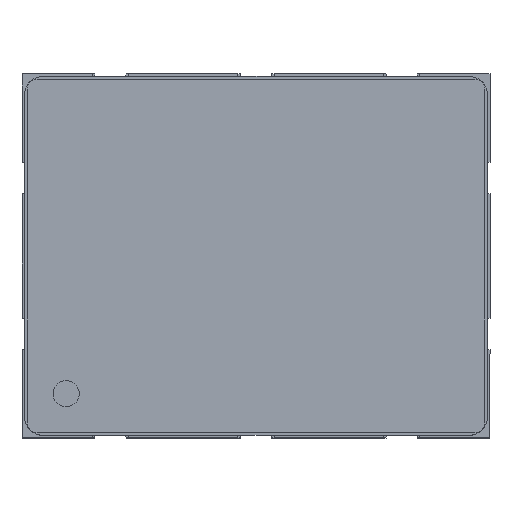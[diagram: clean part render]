
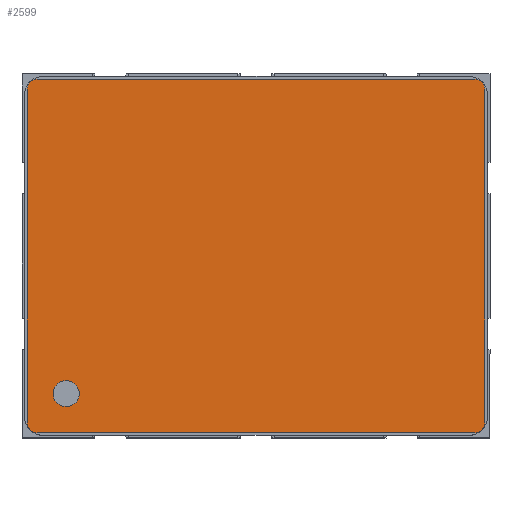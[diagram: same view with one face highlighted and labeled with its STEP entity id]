
A CAD part, top view. The second image highlights one B-rep face of the part: STEP entity #2599.
In plain terms, the highlighted planar face has unit normal (0, 0, 1).
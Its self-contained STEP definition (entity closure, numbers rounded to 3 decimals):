
#16=FACE_BOUND($,#350,.T.);
#54=PLANE($,#2808);
#194=FACE_OUTER_BOUND($,#349,.T.);
#349=EDGE_LOOP($,(#1927,#1928,#1929,#1930,#1931,#1932,#1933,#1934));
#350=EDGE_LOOP($,(#1935));
#514=LINE($,#3815,#833);
#518=LINE($,#3827,#837);
#522=LINE($,#3839,#841);
#526=LINE($,#3850,#845);
#833=VECTOR($,#3083,6.4);
#837=VECTOR($,#3095,8.4);
#841=VECTOR($,#3107,6.4);
#845=VECTOR($,#3119,8.4);
#1135=CIRCLE($,#2791,0.25);
#1136=CIRCLE($,#2793,0.2);
#1138=CIRCLE($,#2797,0.2);
#1140=CIRCLE($,#2801,0.2);
#1142=CIRCLE($,#2805,0.2);
#1205=VERTEX_POINT($,#3802);
#1206=VERTEX_POINT($,#3805);
#1207=VERTEX_POINT($,#3806);
#1210=VERTEX_POINT($,#3814);
#1212=VERTEX_POINT($,#3820);
#1214=VERTEX_POINT($,#3826);
#1216=VERTEX_POINT($,#3832);
#1218=VERTEX_POINT($,#3838);
#1220=VERTEX_POINT($,#3844);
#1473=EDGE_CURVE($,#1205,#1205,#1135,.T.);
#1474=EDGE_CURVE($,#1206,#1207,#1136,.T.);
#1478=EDGE_CURVE($,#1207,#1210,#514,.T.);
#1481=EDGE_CURVE($,#1210,#1212,#1138,.T.);
#1484=EDGE_CURVE($,#1212,#1214,#518,.T.);
#1487=EDGE_CURVE($,#1214,#1216,#1140,.T.);
#1490=EDGE_CURVE($,#1216,#1218,#522,.T.);
#1493=EDGE_CURVE($,#1218,#1220,#1142,.T.);
#1496=EDGE_CURVE($,#1220,#1206,#526,.T.);
#1927=ORIENTED_EDGE($,*,*,#1496,.T.);
#1928=ORIENTED_EDGE($,*,*,#1474,.T.);
#1929=ORIENTED_EDGE($,*,*,#1478,.T.);
#1930=ORIENTED_EDGE($,*,*,#1481,.T.);
#1931=ORIENTED_EDGE($,*,*,#1484,.T.);
#1932=ORIENTED_EDGE($,*,*,#1487,.T.);
#1933=ORIENTED_EDGE($,*,*,#1490,.T.);
#1934=ORIENTED_EDGE($,*,*,#1493,.T.);
#1935=ORIENTED_EDGE($,*,*,#1473,.T.);
#2599=ADVANCED_FACE($,(#194,#16),#54,.T.);
#2791=AXIS2_PLACEMENT_3D($,#3803,#3071,#3072);
#2793=AXIS2_PLACEMENT_3D($,#3807,#3075,#3076);
#2797=AXIS2_PLACEMENT_3D($,#3821,#3088,#3089);
#2801=AXIS2_PLACEMENT_3D($,#3833,#3100,#3101);
#2805=AXIS2_PLACEMENT_3D($,#3845,#3112,#3113);
#2808=AXIS2_PLACEMENT_3D($,#3852,#3121,#3122);
#3071=DIRECTION('center_axis',(0.,0.,-1.));
#3072=DIRECTION('ref_axis',(-1.,0.,0.));
#3075=DIRECTION('center_axis',(0.,0.,1.));
#3076=DIRECTION('ref_axis',(-1.,0.,0.));
#3083=DIRECTION($,(0.,-1.,0.));
#3088=DIRECTION('center_axis',(0.,0.,1.));
#3089=DIRECTION('ref_axis',(-1.,0.,0.));
#3095=DIRECTION($,(1.,0.,0.));
#3100=DIRECTION('center_axis',(0.,0.,1.));
#3101=DIRECTION('ref_axis',(-1.,0.,0.));
#3107=DIRECTION($,(0.,1.,0.));
#3112=DIRECTION('center_axis',(0.,0.,1.));
#3113=DIRECTION('ref_axis',(-1.,0.,0.));
#3119=DIRECTION($,(-1.,0.,0.));
#3121=DIRECTION('center_axis',(0.,0.,1.));
#3122=DIRECTION('ref_axis',(1.,0.,0.));
#3802=CARTESIAN_POINT('',(-3.4,-2.65,2.24));
#3803=CARTESIAN_POINT('Origin',(-3.65,-2.65,2.24));
#3805=CARTESIAN_POINT('',(-4.2,3.4,2.24));
#3806=CARTESIAN_POINT('',(-4.4,3.2,2.24));
#3807=CARTESIAN_POINT('Origin',(-4.2,3.2,2.24));
#3814=CARTESIAN_POINT('',(-4.4,-3.2,2.24));
#3815=CARTESIAN_POINT($,(-4.4,0.,2.24));
#3820=CARTESIAN_POINT('',(-4.2,-3.4,2.24));
#3821=CARTESIAN_POINT('Origin',(-4.2,-3.2,2.24));
#3826=CARTESIAN_POINT('',(4.2,-3.4,2.24));
#3827=CARTESIAN_POINT($,(0.,-3.4,2.24));
#3832=CARTESIAN_POINT('',(4.4,-3.2,2.24));
#3833=CARTESIAN_POINT('Origin',(4.2,-3.2,2.24));
#3838=CARTESIAN_POINT('',(4.4,3.2,2.24));
#3839=CARTESIAN_POINT($,(4.4,0.,2.24));
#3844=CARTESIAN_POINT('',(4.2,3.4,2.24));
#3845=CARTESIAN_POINT('Origin',(4.2,3.2,2.24));
#3850=CARTESIAN_POINT($,(0.,3.4,2.24));
#3852=CARTESIAN_POINT('Origin',(0.,0.,2.24));
